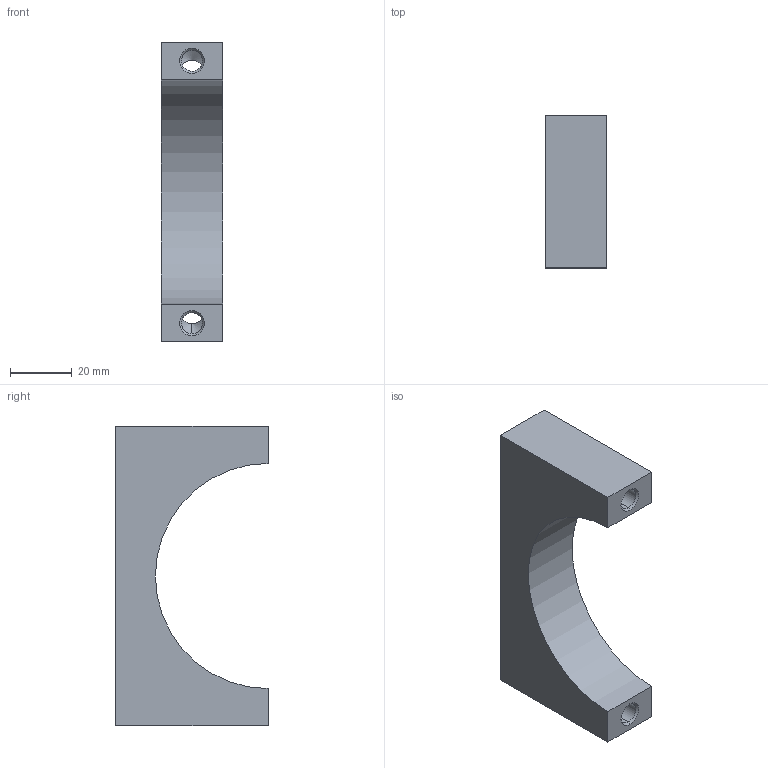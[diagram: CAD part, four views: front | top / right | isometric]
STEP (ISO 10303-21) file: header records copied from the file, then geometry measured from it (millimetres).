
FILE_DESCRIPTION (( 'STEP AP203' ), '1' );
FILE_NAME ('gearbox saddle v2.STEP', '2017-03-10T10:17:24', ( '' ), ( '' ), 'SwSTEP 2.0', 'SolidWorks 2015', '' );
FILE_SCHEMA (( 'CONFIG_CONTROL_DESIGN' ));
Length unit declared in the file: millimetre
Products named in the file (1): gearbox saddle v2
Bounding box: 20 x 49.1 x 96.7 mm (x, y, z)
Volume: 48290.6 mm3; surface area: 14387.2 mm2
Topology: 1 solids, 1 shells, 31 faces, 79 edges, 46 vertices
Faces by surface type: cone 15, cylinder 9, plane 7
Entity records: 1080 total; most frequent: CARTESIAN_POINT 265, DIRECTION 157, ORIENTED_EDGE 150, EDGE_CURVE 75, AXIS2_PLACEMENT_3D 58, VERTEX_POINT 46, VECTOR 41, LINE 41
